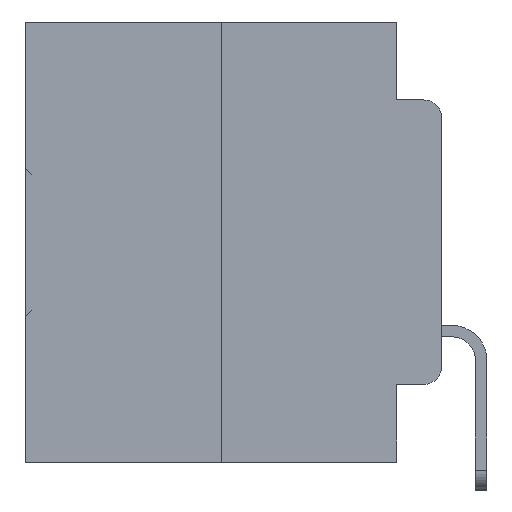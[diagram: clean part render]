
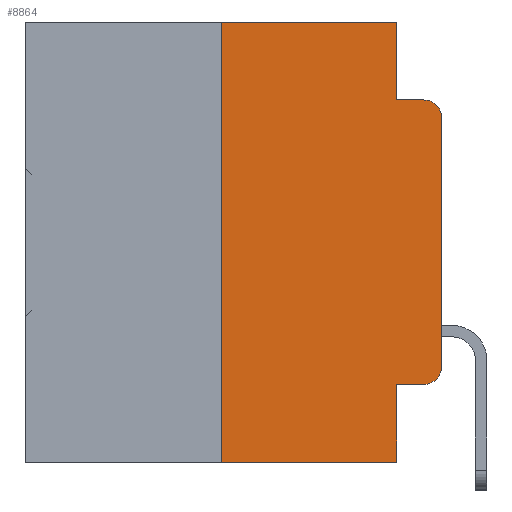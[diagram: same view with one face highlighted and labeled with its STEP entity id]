
A CAD part, left-side view. The second image highlights one B-rep face of the part: STEP entity #8864.
In plain terms, the highlighted planar face has unit normal (-1, 0, 0).
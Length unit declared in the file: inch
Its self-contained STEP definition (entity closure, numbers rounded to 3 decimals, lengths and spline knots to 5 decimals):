
#153 = EDGE_CURVE ( 'NONE', #5713, #31531, #3734, .T. ) ;
#211 = CARTESIAN_POINT ( 'NONE',  ( 0., 0.051, -0.0885 ) ) ;
#1195 = VERTEX_POINT ( 'NONE', #34296 ) ;
#1292 = AXIS2_PLACEMENT_3D ( 'NONE', #1373, #9814, #28362 ) ;
#1373 = CARTESIAN_POINT ( 'NONE',  ( 0., 0.473, 0. ) ) ;
#1433 = VERTEX_POINT ( 'NONE', #16622 ) ;
#1860 = CARTESIAN_POINT ( 'NONE',  ( 0., 0.02, -0.1085 ) ) ;
#1902 = EDGE_CURVE ( 'NONE', #11457, #24218, #31513, .T. ) ;
#1937 = VECTOR ( 'NONE', #21266, 39.37008 ) ;
#2675 = VERTEX_POINT ( 'NONE', #3542 ) ;
#3199 = LINE ( 'NONE', #14908, #16025 ) ;
#3542 = CARTESIAN_POINT ( 'NONE',  ( 0., 0.02, -0.0885 ) ) ;
#3734 = LINE ( 'NONE', #16221, #1937 ) ;
#3744 = VERTEX_POINT ( 'NONE', #20489 ) ;
#3822 = EDGE_CURVE ( 'NONE', #24218, #2675, #3882, .T. ) ;
#3882 = CIRCLE ( 'NONE', #21074, 0.02 ) ;
#4054 = VECTOR ( 'NONE', #13711, 39.37008 ) ;
#4703 = DIRECTION ( 'NONE',  ( 0., 0., -1. ) ) ;
#5380 = CARTESIAN_POINT ( 'NONE',  ( 0., 0.02, -0.3915 ) ) ;
#5713 = VERTEX_POINT ( 'NONE', #5848 ) ;
#5848 = CARTESIAN_POINT ( 'NONE',  ( 0., 0.25, -0.5 ) ) ;
#5928 = CARTESIAN_POINT ( 'NONE',  ( 0., 0.051, -0.4115 ) ) ;
#6724 = EDGE_CURVE ( 'NONE', #3744, #8640, #22338, .T. ) ;
#7162 = ORIENTED_EDGE ( 'NONE', *, *, #25270, .T. ) ;
#7263 = CARTESIAN_POINT ( 'NONE',  ( 0., 0.051, 0. ) ) ;
#7770 = CIRCLE ( 'NONE', #16837, 0.02 ) ;
#7971 = VECTOR ( 'NONE', #15660, 39.37008 ) ;
#8134 = DIRECTION ( 'NONE',  ( 0., 0., -1. ) ) ;
#8276 = ORIENTED_EDGE ( 'NONE', *, *, #153, .F. ) ;
#8640 = VERTEX_POINT ( 'NONE', #211 ) ;
#8806 = EDGE_CURVE ( 'NONE', #5713, #1195, #3199, .T. ) ;
#8864 = ADVANCED_FACE ( 'NONE', ( #34310 ), #15119, .F. ) ;
#9814 = DIRECTION ( 'NONE',  ( 1., 0., 0. ) ) ;
#10165 = ORIENTED_EDGE ( 'NONE', *, *, #3822, .T. ) ;
#10670 = ORIENTED_EDGE ( 'NONE', *, *, #8806, .T. ) ;
#10704 = CARTESIAN_POINT ( 'NONE',  ( 0., 0.25, 0. ) ) ;
#11226 = VECTOR ( 'NONE', #16280, 39.37008 ) ;
#11457 = VERTEX_POINT ( 'NONE', #16077 ) ;
#11694 = CARTESIAN_POINT ( 'NONE',  ( 0., 0.051, -0.4115 ) ) ;
#13615 = CARTESIAN_POINT ( 'NONE',  ( 0., 0.051, -0.0885 ) ) ;
#13711 = DIRECTION ( 'NONE',  ( 0., 0., 1. ) ) ;
#14908 = CARTESIAN_POINT ( 'NONE',  ( 0., 0.473, -0.5 ) ) ;
#15119 = PLANE ( 'NONE',  #1292 ) ;
#15573 = CARTESIAN_POINT ( 'NONE',  ( 0., 0.473, 0. ) ) ;
#15660 = DIRECTION ( 'NONE',  ( 0., 0., -1. ) ) ;
#15810 = DIRECTION ( 'NONE',  ( 0., -1., 0. ) ) ;
#16025 = VECTOR ( 'NONE', #20143, 39.37008 ) ;
#16077 = CARTESIAN_POINT ( 'NONE',  ( 0., 0., -0.3915 ) ) ;
#16221 = CARTESIAN_POINT ( 'NONE',  ( 0., 0.25, 0. ) ) ;
#16280 = DIRECTION ( 'NONE',  ( 0., -1., 0. ) ) ;
#16378 = LINE ( 'NONE', #5928, #28728 ) ;
#16622 = CARTESIAN_POINT ( 'NONE',  ( 0., 0.02, -0.4115 ) ) ;
#16837 = AXIS2_PLACEMENT_3D ( 'NONE', #5380, #24220, #8134 ) ;
#17271 = VERTEX_POINT ( 'NONE', #11694 ) ;
#18278 = DIRECTION ( 'NONE',  ( 0., 0., -1. ) ) ;
#18328 = CARTESIAN_POINT ( 'NONE',  ( 0., 0.051, 0. ) ) ;
#18611 = LINE ( 'NONE', #15573, #24838 ) ;
#19294 = EDGE_CURVE ( 'NONE', #17271, #1433, #16378, .T. ) ;
#19629 = VECTOR ( 'NONE', #18278, 39.37008 ) ;
#20143 = DIRECTION ( 'NONE',  ( 0., -1., 0. ) ) ;
#20408 = ORIENTED_EDGE ( 'NONE', *, *, #1902, .T. ) ;
#20489 = CARTESIAN_POINT ( 'NONE',  ( 0., 0.051, 0. ) ) ;
#20944 = DIRECTION ( 'NONE',  ( -1., 0., 0. ) ) ;
#21074 = AXIS2_PLACEMENT_3D ( 'NONE', #1860, #20944, #4703 ) ;
#21119 = ORIENTED_EDGE ( 'NONE', *, *, #29292, .F. ) ;
#21266 = DIRECTION ( 'NONE',  ( 0., 0., 1. ) ) ;
#22338 = LINE ( 'NONE', #18328, #7971 ) ;
#22391 = EDGE_LOOP ( 'NONE', ( #20408, #10165, #21119, #28780, #22620, #8276, #10670, #32079, #31053, #7162 ) ) ;
#22505 = CARTESIAN_POINT ( 'NONE',  ( 0., 0., 0. ) ) ;
#22620 = ORIENTED_EDGE ( 'NONE', *, *, #30785, .F. ) ;
#24218 = VERTEX_POINT ( 'NONE', #27324 ) ;
#24220 = DIRECTION ( 'NONE',  ( -1., 0., 0. ) ) ;
#24838 = VECTOR ( 'NONE', #15810, 39.37008 ) ;
#25270 = EDGE_CURVE ( 'NONE', #1433, #11457, #7770, .T. ) ;
#25414 = LINE ( 'NONE', #13615, #11226 ) ;
#25708 = EDGE_CURVE ( 'NONE', #17271, #1195, #26586, .T. ) ;
#26586 = LINE ( 'NONE', #7263, #19629 ) ;
#27324 = CARTESIAN_POINT ( 'NONE',  ( 0., 0., -0.1085 ) ) ;
#28362 = DIRECTION ( 'NONE',  ( 0., 0., -1. ) ) ;
#28728 = VECTOR ( 'NONE', #32432, 39.37008 ) ;
#28780 = ORIENTED_EDGE ( 'NONE', *, *, #6724, .F. ) ;
#29292 = EDGE_CURVE ( 'NONE', #8640, #2675, #25414, .T. ) ;
#30785 = EDGE_CURVE ( 'NONE', #31531, #3744, #18611, .T. ) ;
#31053 = ORIENTED_EDGE ( 'NONE', *, *, #19294, .T. ) ;
#31513 = LINE ( 'NONE', #22505, #4054 ) ;
#31531 = VERTEX_POINT ( 'NONE', #10704 ) ;
#32079 = ORIENTED_EDGE ( 'NONE', *, *, #25708, .F. ) ;
#32432 = DIRECTION ( 'NONE',  ( 0., -1., 0. ) ) ;
#34296 = CARTESIAN_POINT ( 'NONE',  ( 0., 0.051, -0.5 ) ) ;
#34310 = FACE_OUTER_BOUND ( 'NONE', #22391, .T. ) ;
